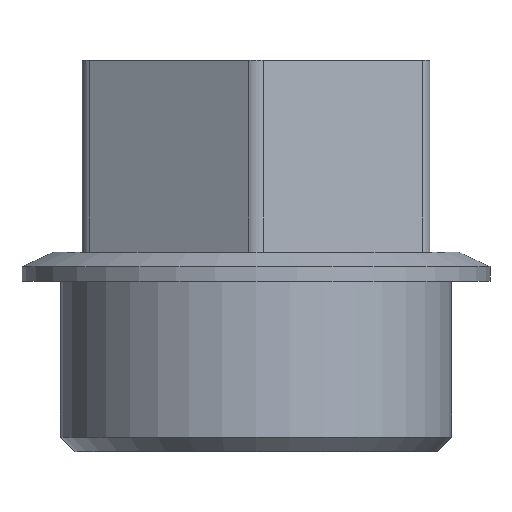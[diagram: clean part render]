
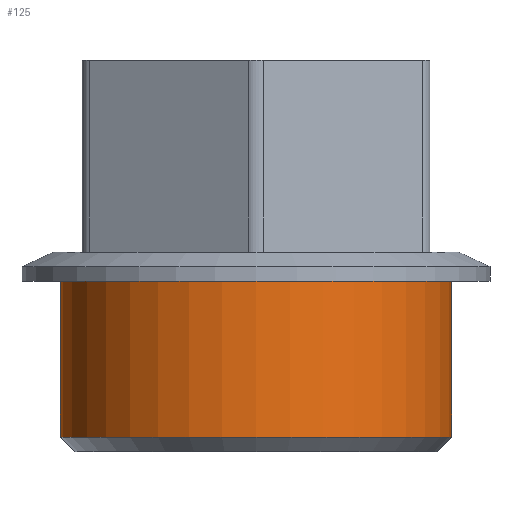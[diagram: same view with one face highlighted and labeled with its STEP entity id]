
A CAD part, front view. The second image highlights one B-rep face of the part: STEP entity #125.
In plain terms, the highlighted cylindrical face has radius 13.5 mm (diameter 27 mm), a full revolution.
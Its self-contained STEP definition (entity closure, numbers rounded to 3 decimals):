
#125 = ADVANCED_FACE( '', ( #253, #254 ), #255, .T. );
#253 = FACE_OUTER_BOUND( '', #374, .T. );
#254 = FACE_OUTER_BOUND( '', #375, .T. );
#255 = CYLINDRICAL_SURFACE( '', #376, 13.5 );
#374 = EDGE_LOOP( '', ( #668 ) );
#375 = EDGE_LOOP( '', ( #669 ) );
#376 = AXIS2_PLACEMENT_3D( '', #670, #671, #672 );
#668 = ORIENTED_EDGE( '', *, *, #793, .T. );
#669 = ORIENTED_EDGE( '', *, *, #758, .F. );
#670 = CARTESIAN_POINT( '', ( 0., 0., 24. ) );
#671 = DIRECTION( '', ( 0., 0., -1. ) );
#672 = DIRECTION( '', ( 1., 0., 0. ) );
#758 = EDGE_CURVE( '', #920, #920, #921, .T. );
#793 = EDGE_CURVE( '', #963, #963, #964, .T. );
#920 = VERTEX_POINT( '', #1140 );
#921 = CIRCLE( '', #1141, 13.5 );
#963 = VERTEX_POINT( '', #1194 );
#964 = CIRCLE( '', #1195, 13.5 );
#1140 = CARTESIAN_POINT( '', ( 13.5, 0., 13. ) );
#1141 = AXIS2_PLACEMENT_3D( '', #1286, #1287, #1288 );
#1194 = CARTESIAN_POINT( '', ( 13.5, 0., 1. ) );
#1195 = AXIS2_PLACEMENT_3D( '', #1315, #1316, #1317 );
#1286 = CARTESIAN_POINT( '', ( 0., 0., 13. ) );
#1287 = DIRECTION( '', ( 0., 0., 1. ) );
#1288 = DIRECTION( '', ( 1., 0., 0. ) );
#1315 = CARTESIAN_POINT( '', ( 0., 0., 1. ) );
#1316 = DIRECTION( '', ( 0., 0., 1. ) );
#1317 = DIRECTION( '', ( 1., 0., 0. ) );
